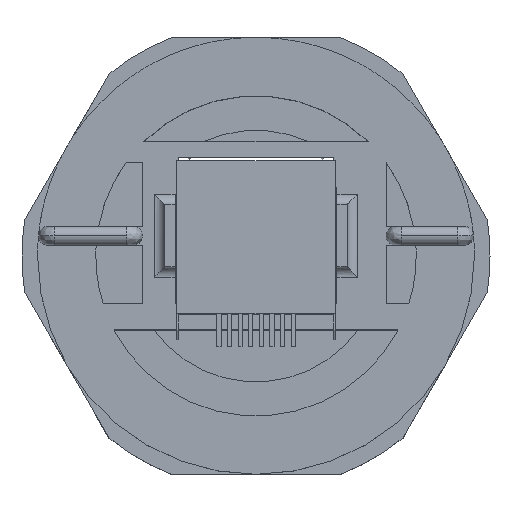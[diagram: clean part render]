
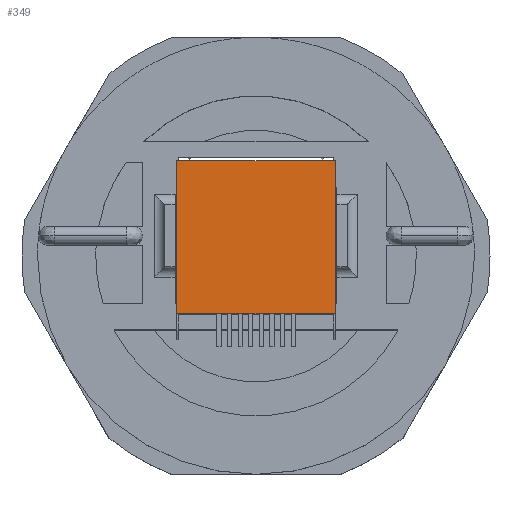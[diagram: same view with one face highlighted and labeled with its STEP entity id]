
A CAD part, top view. The second image highlights one B-rep face of the part: STEP entity #349.
In plain terms, the highlighted planar face has unit normal (0, 0, 1).
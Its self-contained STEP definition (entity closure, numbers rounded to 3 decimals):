
#349=ADVANCED_FACE('',(#1141),#1142,.F.);
#1141=FACE_OUTER_BOUND('',#6503,.T.);
#1142=PLANE('',#6504);
#6503=EDGE_LOOP('',(#9789,#9790,#9791,#9792));
#6504=AXIS2_PLACEMENT_3D('',#9793,#9794,#9795);
#9789=ORIENTED_EDGE('',*,*,#12442,.F.);
#9790=ORIENTED_EDGE('',*,*,#12443,.F.);
#9791=ORIENTED_EDGE('',*,*,#12444,.F.);
#9792=ORIENTED_EDGE('',*,*,#12445,.F.);
#9793=CARTESIAN_POINT('',(0.0,1.775,15.025));
#9794=DIRECTION('',(0.0,0.0,-1.0));
#9795=DIRECTION('',(-1.0,0.0,0.0));
#12442=EDGE_CURVE('',#14159,#14160,#14161,.T.);
#12443=EDGE_CURVE('',#14162,#14159,#14163,.T.);
#12444=EDGE_CURVE('',#14164,#14162,#14165,.T.);
#12445=EDGE_CURVE('',#14160,#14164,#14166,.T.);
#14159=VERTEX_POINT('',#19906);
#14160=VERTEX_POINT('',#19907);
#14161=LINE('',#19908,#19909);
#14162=VERTEX_POINT('',#19910);
#14163=LINE('',#19911,#19912);
#14164=VERTEX_POINT('',#19913);
#14165=LINE('',#19914,#19915);
#14166=LINE('',#19916,#19917);
#19906=CARTESIAN_POINT('',(-7.6,9.125,15.025));
#19907=CARTESIAN_POINT('',(7.6,9.125,15.025));
#19908=CARTESIAN_POINT('',(-7.6,9.125,15.025));
#19909=VECTOR('',#22991,15.2);
#19910=CARTESIAN_POINT('',(-7.6,-5.575,15.025));
#19911=CARTESIAN_POINT('',(-7.6,-5.575,15.025));
#19912=VECTOR('',#22992,14.7);
#19913=CARTESIAN_POINT('',(7.6,-5.575,15.025));
#19914=CARTESIAN_POINT('',(7.6,-5.575,15.025));
#19915=VECTOR('',#22993,15.2);
#19916=CARTESIAN_POINT('',(7.6,9.125,15.025));
#19917=VECTOR('',#22994,14.7);
#22991=DIRECTION('',(1.0,0.0,0.0));
#22992=DIRECTION('',(0.0,1.0,0.0));
#22993=DIRECTION('',(-1.0,0.0,0.0));
#22994=DIRECTION('',(0.0,-1.0,0.0));
